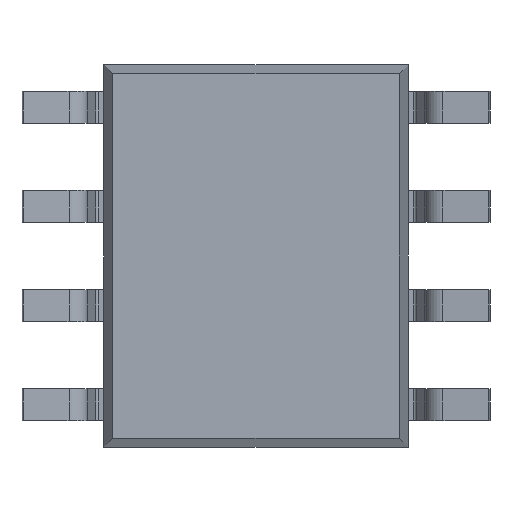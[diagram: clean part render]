
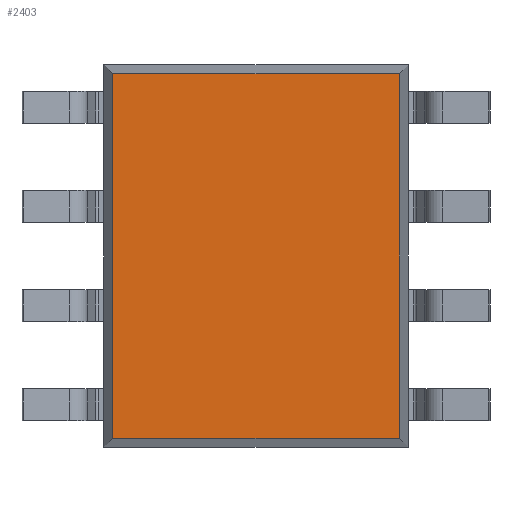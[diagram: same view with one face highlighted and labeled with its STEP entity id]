
A CAD part, front view. The second image highlights one B-rep face of the part: STEP entity #2403.
In plain terms, the highlighted planar face has unit normal (0, -1, 0).
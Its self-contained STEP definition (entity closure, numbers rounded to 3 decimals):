
#198 = ORIENTED_EDGE ( 'NONE', *, *, #690, .T. ) ;
#230 = ORIENTED_EDGE ( 'NONE', *, *, #3457, .T. ) ;
#494 = VERTEX_POINT ( 'NONE', #1598 ) ;
#599 = CARTESIAN_POINT ( 'NONE',  ( 1.95, 0.25, 2.336 ) ) ;
#690 = EDGE_CURVE ( 'NONE', #871, #3630, #3945, .T. ) ;
#788 = DIRECTION ( 'NONE',  ( 1., 0., 0. ) ) ;
#871 = VERTEX_POINT ( 'NONE', #1378 ) ;
#930 = DIRECTION ( 'NONE',  ( -1., 0., 0. ) ) ;
#949 = DIRECTION ( 'NONE',  ( 0., 0., -1. ) ) ;
#1162 = VERTEX_POINT ( 'NONE', #2748 ) ;
#1264 = EDGE_CURVE ( 'NONE', #3630, #1162, #2701, .T. ) ;
#1296 = ORIENTED_EDGE ( 'NONE', *, *, #2082, .T. ) ;
#1378 = CARTESIAN_POINT ( 'NONE',  ( 1.836, 0.25, 2.336 ) ) ;
#1501 = VECTOR ( 'NONE', #1724, 1000. ) ;
#1573 = VECTOR ( 'NONE', #949, 1000. ) ;
#1598 = CARTESIAN_POINT ( 'NONE',  ( 1.836, 0.25, -2.336 ) ) ;
#1621 = DIRECTION ( 'NONE',  ( 0., -1., 0. ) ) ;
#1633 = DIRECTION ( 'NONE',  ( 0., 0., -1. ) ) ;
#1724 = DIRECTION ( 'NONE',  ( 0., 0., 1. ) ) ;
#1842 = CARTESIAN_POINT ( 'NONE',  ( -1.836, 0.25, 2.336 ) ) ;
#2008 = ORIENTED_EDGE ( 'NONE', *, *, #1264, .T. ) ;
#2082 = EDGE_CURVE ( 'NONE', #1162, #494, #2303, .T. ) ;
#2303 = LINE ( 'NONE', #3683, #2982 ) ;
#2403 = ADVANCED_FACE ( 'NONE', ( #3133 ), #2523, .T. ) ;
#2523 = PLANE ( 'NONE',  #2944 ) ;
#2701 = LINE ( 'NONE', #3425, #1573 ) ;
#2748 = CARTESIAN_POINT ( 'NONE',  ( -1.836, 0.25, -2.336 ) ) ;
#2880 = LINE ( 'NONE', #3020, #1501 ) ;
#2898 = EDGE_LOOP ( 'NONE', ( #1296, #230, #198, #2008 ) ) ;
#2944 = AXIS2_PLACEMENT_3D ( 'NONE', #3515, #1621, #1633 ) ;
#2982 = VECTOR ( 'NONE', #788, 1000. ) ;
#3020 = CARTESIAN_POINT ( 'NONE',  ( 1.836, 0.25, -2.45 ) ) ;
#3109 = VECTOR ( 'NONE', #930, 1000. ) ;
#3133 = FACE_OUTER_BOUND ( 'NONE', #2898, .T. ) ;
#3425 = CARTESIAN_POINT ( 'NONE',  ( -1.836, 0.25, 2.45 ) ) ;
#3457 = EDGE_CURVE ( 'NONE', #494, #871, #2880, .T. ) ;
#3515 = CARTESIAN_POINT ( 'NONE',  ( 0., 0.25, 0. ) ) ;
#3630 = VERTEX_POINT ( 'NONE', #1842 ) ;
#3683 = CARTESIAN_POINT ( 'NONE',  ( -1.95, 0.25, -2.336 ) ) ;
#3945 = LINE ( 'NONE', #599, #3109 ) ;
